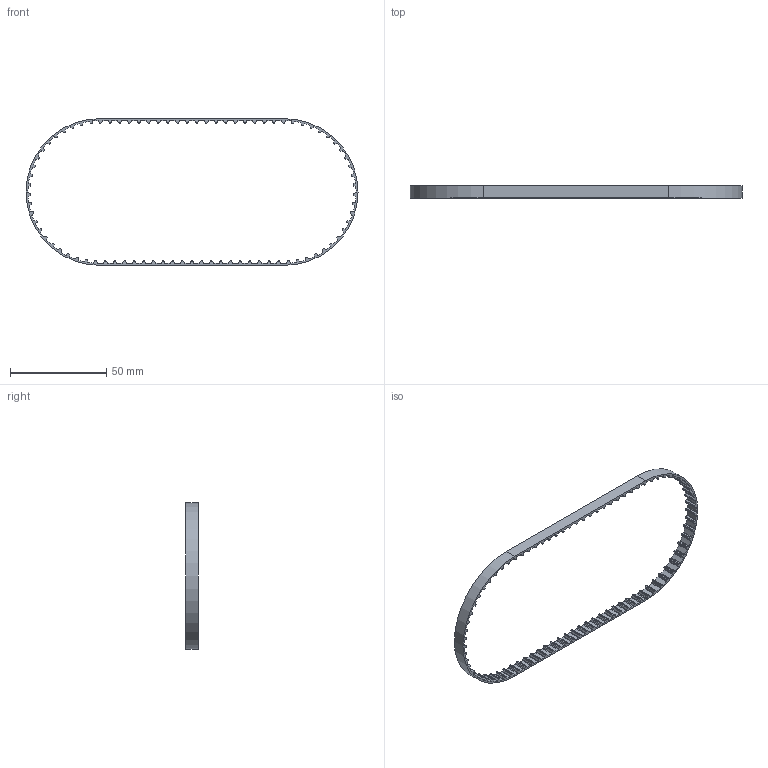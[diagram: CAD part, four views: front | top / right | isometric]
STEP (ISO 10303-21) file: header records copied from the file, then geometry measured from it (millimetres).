
FILE_DESCRIPTION (( 'STEP AP214' ), '1' );
FILE_NAME ('170XL025NG.step', '2015-04-08T23:02:37', ( '' ), ( '' ), 'SwSTEP 2.0', 'SolidWorks 2014', '' );
FILE_SCHEMA (( 'AUTOMOTIVE_DESIGN' ));
Length unit declared in the file: inch
Products named in the file (1): 170XL025NG
Bounding box: 172.41 x 6.35 x 76.2 mm (x, y, z)
Volume: 3781.2 mm3; surface area: 7391.5 mm2
Topology: 1 solids, 1 shells, 719 faces, 2151 edges, 1434 vertices
Faces by surface type: cylinder 421, plane 298
Entity records: 24571 total; most frequent: DIRECTION 4433, CARTESIAN_POINT 4305, ORIENTED_EDGE 4302, EDGE_CURVE 2151, AXIS2_PLACEMENT_3D 1562, VERTEX_POINT 1434, VECTOR 1309, LINE 1309
